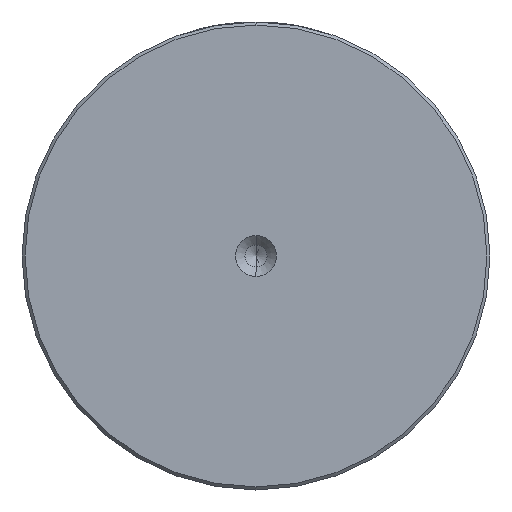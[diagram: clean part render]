
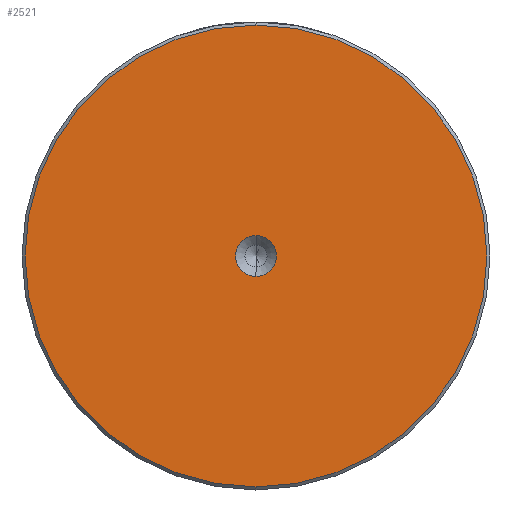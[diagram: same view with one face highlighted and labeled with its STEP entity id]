
A CAD part, left-side view. The second image highlights one B-rep face of the part: STEP entity #2521.
In plain terms, the highlighted planar face has unit normal (-1, 0, 0).
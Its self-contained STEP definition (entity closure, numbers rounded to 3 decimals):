
#75 = ORIENTED_EDGE ( 'NONE', *, *, #392, .T. ) ;
#101 = EDGE_CURVE ( 'NONE', #243, #3143, #1748, .T. ) ;
#243 = VERTEX_POINT ( 'NONE', #486 ) ;
#392 = EDGE_CURVE ( 'NONE', #3143, #243, #3248, .T. ) ;
#486 = CARTESIAN_POINT ( 'NONE',  ( 0., 0., 37.5 ) ) ;
#511 = DIRECTION ( 'NONE',  ( -1., 0., 0. ) ) ;
#512 = DIRECTION ( 'NONE',  ( 0., 0., 1. ) ) ;
#519 = DIRECTION ( 'NONE',  ( -1., 0., 0. ) ) ;
#589 = CARTESIAN_POINT ( 'NONE',  ( 0., 0., -3.3 ) ) ;
#599 = EDGE_CURVE ( 'NONE', #1567, #762, #3298, .T. ) ;
#762 = VERTEX_POINT ( 'NONE', #589 ) ;
#763 = CARTESIAN_POINT ( 'NONE',  ( 0., 0., 0. ) ) ;
#769 = AXIS2_PLACEMENT_3D ( 'NONE', #1356, #854, #840 ) ;
#840 = DIRECTION ( 'NONE',  ( 0., 0., 1. ) ) ;
#854 = DIRECTION ( 'NONE',  ( -1., 0., 0. ) ) ;
#1015 = AXIS2_PLACEMENT_3D ( 'NONE', #763, #519, #512 ) ;
#1028 = AXIS2_PLACEMENT_3D ( 'NONE', #1618, #1403, #1363 ) ;
#1034 = ORIENTED_EDGE ( 'NONE', *, *, #101, .T. ) ;
#1265 = CARTESIAN_POINT ( 'NONE',  ( 0., 0., -37.5 ) ) ;
#1356 = CARTESIAN_POINT ( 'NONE',  ( 0., 0., 0. ) ) ;
#1363 = DIRECTION ( 'NONE',  ( 0., 0., 1. ) ) ;
#1403 = DIRECTION ( 'NONE',  ( -1., 0., 0. ) ) ;
#1497 = CARTESIAN_POINT ( 'NONE',  ( 0., 0., 0. ) ) ;
#1539 = CARTESIAN_POINT ( 'NONE',  ( 0., 0., 0. ) ) ;
#1567 = VERTEX_POINT ( 'NONE', #2139 ) ;
#1618 = CARTESIAN_POINT ( 'NONE',  ( 0., 0., 0. ) ) ;
#1654 = EDGE_LOOP ( 'NONE', ( #1821, #3076 ) ) ;
#1748 = CIRCLE ( 'NONE', #1028, 37.5 ) ;
#1754 = DIRECTION ( 'NONE',  ( 0., 0., 1. ) ) ;
#1793 = FACE_OUTER_BOUND ( 'NONE', #2780, .T. ) ;
#1795 = PLANE ( 'NONE',  #1803 ) ;
#1803 = AXIS2_PLACEMENT_3D ( 'NONE', #1539, #511, #2311 ) ;
#1821 = ORIENTED_EDGE ( 'NONE', *, *, #599, .F. ) ;
#1951 = AXIS2_PLACEMENT_3D ( 'NONE', #1497, #3319, #1754 ) ;
#2139 = CARTESIAN_POINT ( 'NONE',  ( 0., 0., 3.3 ) ) ;
#2311 = DIRECTION ( 'NONE',  ( 0., 0., 1. ) ) ;
#2352 = CIRCLE ( 'NONE', #1951, 3.3 ) ;
#2377 = EDGE_CURVE ( 'NONE', #762, #1567, #2352, .T. ) ;
#2480 = FACE_BOUND ( 'NONE', #1654, .T. ) ;
#2521 = ADVANCED_FACE ( 'NONE', ( #1793, #2480 ), #1795, .T. ) ;
#2780 = EDGE_LOOP ( 'NONE', ( #75, #1034 ) ) ;
#3076 = ORIENTED_EDGE ( 'NONE', *, *, #2377, .F. ) ;
#3143 = VERTEX_POINT ( 'NONE', #1265 ) ;
#3248 = CIRCLE ( 'NONE', #1015, 37.5 ) ;
#3298 = CIRCLE ( 'NONE', #769, 3.3 ) ;
#3319 = DIRECTION ( 'NONE',  ( -1., 0., 0. ) ) ;
